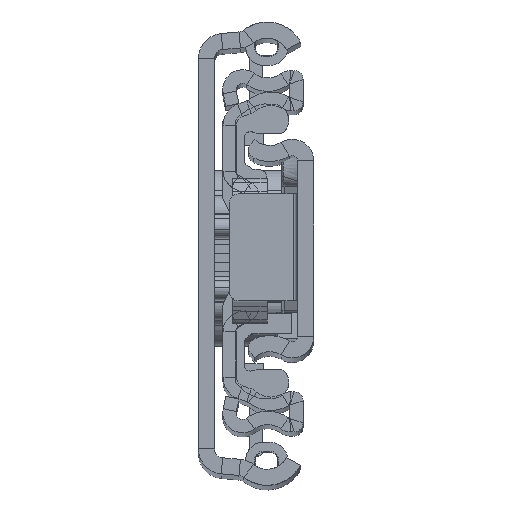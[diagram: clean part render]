
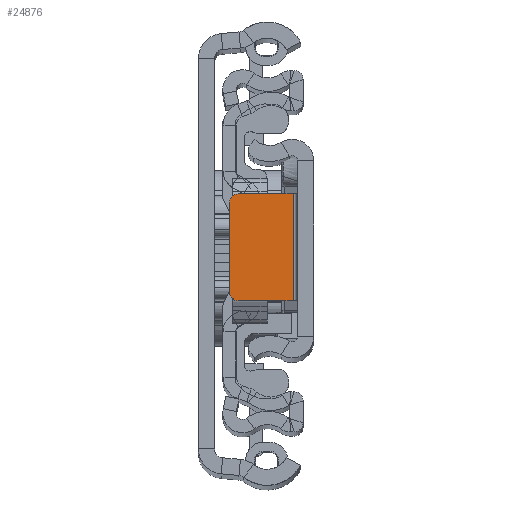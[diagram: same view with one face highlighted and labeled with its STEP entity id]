
A CAD part, top view. The second image highlights one B-rep face of the part: STEP entity #24876.
In plain terms, the highlighted planar face has unit normal (0, 0, 1).
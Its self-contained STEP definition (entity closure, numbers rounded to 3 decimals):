
#861 = CIRCLE ( 'NONE', #12305, 1. ) ;
#1065 = VERTEX_POINT ( 'NONE', #8726 ) ;
#1125 = EDGE_CURVE ( 'NONE', #29830, #24068, #11126, .T. ) ;
#2141 = CARTESIAN_POINT ( 'NONE',  ( -1.8, 6.151, -6.8 ) ) ;
#3700 = DIRECTION ( 'NONE',  ( 0., 1., 0. ) ) ;
#3812 = CARTESIAN_POINT ( 'NONE',  ( -2.3, 6.151, -6.8 ) ) ;
#5072 = VERTEX_POINT ( 'NONE', #8328 ) ;
#5678 = EDGE_CURVE ( 'NONE', #5072, #24068, #27552, .T. ) ;
#5925 = DIRECTION ( 'NONE',  ( 0., 0., 1. ) ) ;
#6705 = DIRECTION ( 'NONE',  ( 1., 0., 0. ) ) ;
#6738 = PLANE ( 'NONE',  #20376 ) ;
#7589 = DIRECTION ( 'NONE',  ( 1., 0., 0. ) ) ;
#8328 = CARTESIAN_POINT ( 'NONE',  ( -9.4, -4.849, -6.8 ) ) ;
#8726 = CARTESIAN_POINT ( 'NONE',  ( -2.3, -5.849, -6.8 ) ) ;
#10299 = VECTOR ( 'NONE', #19682, 1000. ) ;
#10551 = EDGE_CURVE ( 'NONE', #29830, #16057, #23497, .T. ) ;
#10677 = DIRECTION ( 'NONE',  ( 0., -1., 0. ) ) ;
#10847 = CARTESIAN_POINT ( 'NONE',  ( -8.4, 6.151, -6.8 ) ) ;
#11126 = CIRCLE ( 'NONE', #24567, 1. ) ;
#11143 = ORIENTED_EDGE ( 'NONE', *, *, #21815, .F. ) ;
#11829 = DIRECTION ( 'NONE',  ( 0., 0., 1. ) ) ;
#12078 = LINE ( 'NONE', #26729, #10299 ) ;
#12305 = AXIS2_PLACEMENT_3D ( 'NONE', #15243, #5925, #15701 ) ;
#12509 = VECTOR ( 'NONE', #7589, 1000. ) ;
#13496 = ORIENTED_EDGE ( 'NONE', *, *, #10551, .F. ) ;
#14197 = CARTESIAN_POINT ( 'NONE',  ( 0., 0., -6.8 ) ) ;
#15243 = CARTESIAN_POINT ( 'NONE',  ( -8.4, -4.849, -6.8 ) ) ;
#15701 = DIRECTION ( 'NONE',  ( 1., 0., 0. ) ) ;
#16057 = VERTEX_POINT ( 'NONE', #3812 ) ;
#16282 = ORIENTED_EDGE ( 'NONE', *, *, #5678, .F. ) ;
#17227 = VECTOR ( 'NONE', #3700, 1000. ) ;
#18415 = ORIENTED_EDGE ( 'NONE', *, *, #27554, .F. ) ;
#18760 = ORIENTED_EDGE ( 'NONE', *, *, #29523, .T. ) ;
#18788 = CARTESIAN_POINT ( 'NONE',  ( -9.4, 5.151, -6.8 ) ) ;
#19682 = DIRECTION ( 'NONE',  ( -1., 0., 0. ) ) ;
#19838 = ORIENTED_EDGE ( 'NONE', *, *, #1125, .T. ) ;
#20060 = VERTEX_POINT ( 'NONE', #23551 ) ;
#20376 = AXIS2_PLACEMENT_3D ( 'NONE', #14197, #20743, #23714 ) ;
#20489 = LINE ( 'NONE', #27675, #20828 ) ;
#20649 = CARTESIAN_POINT ( 'NONE',  ( -9.4, 6.151, -6.8 ) ) ;
#20743 = DIRECTION ( 'NONE',  ( 0., 0., 1. ) ) ;
#20828 = VECTOR ( 'NONE', #10677, 1000. ) ;
#21027 = CARTESIAN_POINT ( 'NONE',  ( -8.4, 5.151, -6.8 ) ) ;
#21815 = EDGE_CURVE ( 'NONE', #16057, #1065, #20489, .T. ) ;
#23497 = LINE ( 'NONE', #2141, #12509 ) ;
#23551 = CARTESIAN_POINT ( 'NONE',  ( -8.4, -5.849, -6.8 ) ) ;
#23714 = DIRECTION ( 'NONE',  ( 1., 0., 0. ) ) ;
#24068 = VERTEX_POINT ( 'NONE', #18788 ) ;
#24567 = AXIS2_PLACEMENT_3D ( 'NONE', #21027, #11829, #6705 ) ;
#24876 = ADVANCED_FACE ( 'NONE', ( #28413 ), #6738, .T. ) ;
#26729 = CARTESIAN_POINT ( 'NONE',  ( -9.4, -5.849, -6.8 ) ) ;
#27552 = LINE ( 'NONE', #20649, #17227 ) ;
#27554 = EDGE_CURVE ( 'NONE', #1065, #20060, #12078, .T. ) ;
#27675 = CARTESIAN_POINT ( 'NONE',  ( -2.3, 6.151, -6.8 ) ) ;
#28413 = FACE_OUTER_BOUND ( 'NONE', #29798, .T. ) ;
#29523 = EDGE_CURVE ( 'NONE', #5072, #20060, #861, .T. ) ;
#29798 = EDGE_LOOP ( 'NONE', ( #16282, #18760, #18415, #11143, #13496, #19838 ) ) ;
#29830 = VERTEX_POINT ( 'NONE', #10847 ) ;
